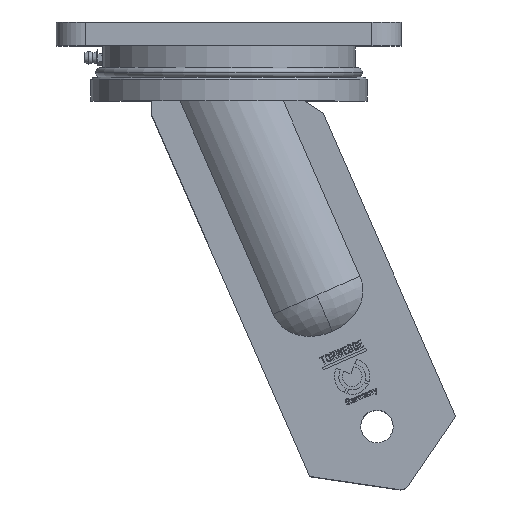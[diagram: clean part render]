
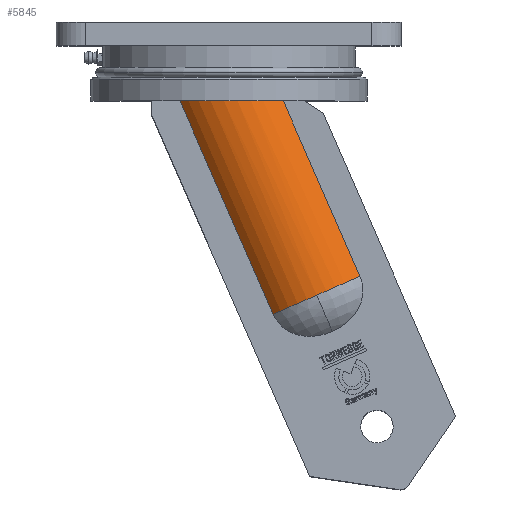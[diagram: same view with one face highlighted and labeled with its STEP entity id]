
A CAD part, top view. The second image highlights one B-rep face of the part: STEP entity #5845.
In plain terms, the highlighted cylindrical face has radius 33.8 mm (diameter 67.6 mm), a partial arc.
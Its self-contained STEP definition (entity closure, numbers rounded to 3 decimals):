
#126 = FACE_OUTER_BOUND ( 'NONE', #10744, .T. ) ;
#679 = ORIENTED_EDGE ( 'NONE', *, *, #10208, .T. ) ;
#686 = LINE ( 'NONE', #15926, #19451 ) ;
#1789 = CARTESIAN_POINT ( 'NONE',  ( 12.217, -40., 69.652 ) ) ;
#2614 = LINE ( 'NONE', #15091, #6908 ) ;
#3050 = DIRECTION ( 'NONE',  ( -0.401, 0.916, 0. ) ) ;
#3295 = DIRECTION ( 'NONE',  ( -0.401, 0.916, 0. ) ) ;
#3524 = VERTEX_POINT ( 'NONE', #18396 ) ;
#3627 = CARTESIAN_POINT ( 'NONE',  ( -9.538, -40., 69.652 ) ) ;
#4258 = CIRCLE ( 'NONE', #17647, 33.8 ) ;
#4930 = VERTEX_POINT ( 'NONE', #12811 ) ;
#4933 = AXIS2_PLACEMENT_3D ( 'NONE', #17041, #9270, #6942 ) ;
#5845 = ADVANCED_FACE ( 'NONE', ( #126 ), #17725, .T. ) ;
#6400 = CARTESIAN_POINT ( 'NONE',  ( 27.536, -40., 55.5 ) ) ;
#6908 = VECTOR ( 'NONE', #13547, 1000. ) ;
#6942 = DIRECTION ( 'NONE',  ( 0., 0., -1. ) ) ;
#8254 = ORIENTED_EDGE ( 'NONE', *, *, #19985, .F. ) ;
#9270 = DIRECTION ( 'NONE',  ( -0.401, 0.916, 0. ) ) ;
#10208 = EDGE_CURVE ( 'NONE', #3524, #19421, #15162, .T. ) ;
#10724 = CARTESIAN_POINT ( 'NONE',  ( -24.857, -40., 55.5 ) ) ;
#10744 = EDGE_LOOP ( 'NONE', ( #8254, #679, #13683, #11449, #20008 ) ) ;
#10823 = DIRECTION ( 'NONE',  ( 0., 0., -1. ) ) ;
#11288 = CARTESIAN_POINT ( 'NONE',  ( 22.44, -148.107, 55.5 ) ) ;
#11449 = ORIENTED_EDGE ( 'NONE', *, *, #19800, .T. ) ;
#12811 = CARTESIAN_POINT ( 'NONE',  ( 44.427, -138.487, 65.5 ) ) ;
#12889 = DIRECTION ( 'NONE',  ( -0.916, -0.401, 0. ) ) ;
#12945 = DIRECTION ( 'NONE',  ( -0.401, 0.916, 0. ) ) ;
#12969 = EDGE_CURVE ( 'NONE', #18280, #19421, #686, .T. ) ;
#13158 = CARTESIAN_POINT ( 'NONE',  ( 66.415, -128.867, 55.5 ) ) ;
#13547 = DIRECTION ( 'NONE',  ( 0.401, -0.916, 0. ) ) ;
#13683 = ORIENTED_EDGE ( 'NONE', *, *, #12969, .F. ) ;
#14354 = CARTESIAN_POINT ( 'NONE',  ( -24.857, -40., 55.5 ) ) ;
#14389 = AXIS2_PLACEMENT_3D ( 'NONE', #15974, #3295, #12889 ) ;
#14588 = VERTEX_POINT ( 'NONE', #13158 ) ;
#15091 = CARTESIAN_POINT ( 'NONE',  ( 76.436, -151.771, 55.5 ) ) ;
#15162 =( BOUNDED_CURVE ( )  B_SPLINE_CURVE ( 3, ( #6400, #1789, #3627, #14354 ),
 .UNSPECIFIED., .F., .T. ) 
 B_SPLINE_CURVE_WITH_KNOTS ( ( 4, 4 ),
 ( 3.923, 5.502 ),
 .UNSPECIFIED. ) 
 CURVE ( )  GEOMETRIC_REPRESENTATION_ITEM ( )  RATIONAL_B_SPLINE_CURVE ( ( 1., 0.803, 0.803, 1. ) ) 
 REPRESENTATION_ITEM ( '' )  );
#15526 = CARTESIAN_POINT ( 'NONE',  ( 44.427, -138.487, 31.7 ) ) ;
#15926 = CARTESIAN_POINT ( 'NONE',  ( 32.46, -171.01, 55.5 ) ) ;
#15974 = CARTESIAN_POINT ( 'NONE',  ( 54.448, -161.391, 31.7 ) ) ;
#17041 = CARTESIAN_POINT ( 'NONE',  ( 44.427, -138.487, 31.7 ) ) ;
#17647 = AXIS2_PLACEMENT_3D ( 'NONE', #15526, #3050, #10823 ) ;
#17725 = CYLINDRICAL_SURFACE ( 'NONE', #14389, 33.8 ) ;
#18280 = VERTEX_POINT ( 'NONE', #11288 ) ;
#18396 = CARTESIAN_POINT ( 'NONE',  ( 27.536, -40., 55.5 ) ) ;
#19395 = EDGE_CURVE ( 'NONE', #4930, #14588, #4258, .T. ) ;
#19421 = VERTEX_POINT ( 'NONE', #10724 ) ;
#19451 = VECTOR ( 'NONE', #12945, 1000. ) ;
#19800 = EDGE_CURVE ( 'NONE', #18280, #4930, #19941, .T. ) ;
#19941 = CIRCLE ( 'NONE', #4933, 33.8 ) ;
#19985 = EDGE_CURVE ( 'NONE', #3524, #14588, #2614, .T. ) ;
#20008 = ORIENTED_EDGE ( 'NONE', *, *, #19395, .T. ) ;
